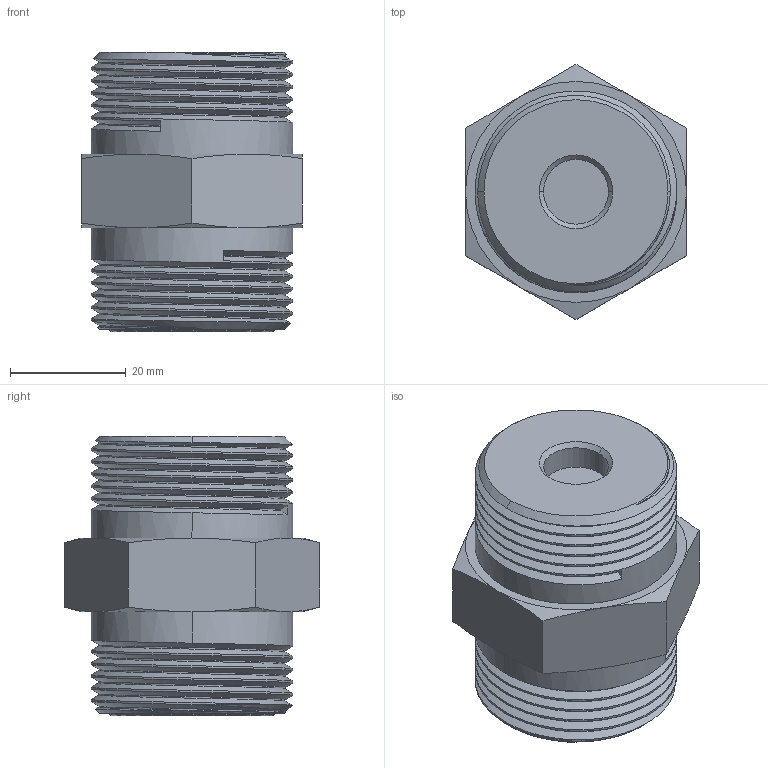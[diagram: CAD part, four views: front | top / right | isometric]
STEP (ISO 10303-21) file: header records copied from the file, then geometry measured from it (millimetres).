
FILE_DESCRIPTION (( 'STEP AP214' ), '1' );
FILE_NAME ('123A-2.STEP', '2018-01-30T16:25:18', ( '' ), ( '' ), 'SwSTEP 2.0', 'SolidWorks 2018', '' );
FILE_SCHEMA (( 'AUTOMOTIVE_DESIGN' ));
Length unit declared in the file: inch
Products named in the file (1): 123A-2
Bounding box: 38.1 x 43.99 x 48.13 mm (x, y, z)
Volume: 46321.6 mm3; surface area: 9859.4 mm2
Topology: 1 solids, 1 shells, 73 faces, 180 edges, 114 vertices
Faces by surface type: cylinder 30, cone 20, plane 15, bspline 6, torus 2
Entity records: 4998 total; most frequent: CARTESIAN_POINT 3446, ORIENTED_EDGE 360, DIRECTION 270, EDGE_CURVE 180, VERTEX_POINT 114, AXIS2_PLACEMENT_3D 110, EDGE_LOOP 78, ADVANCED_FACE 73
